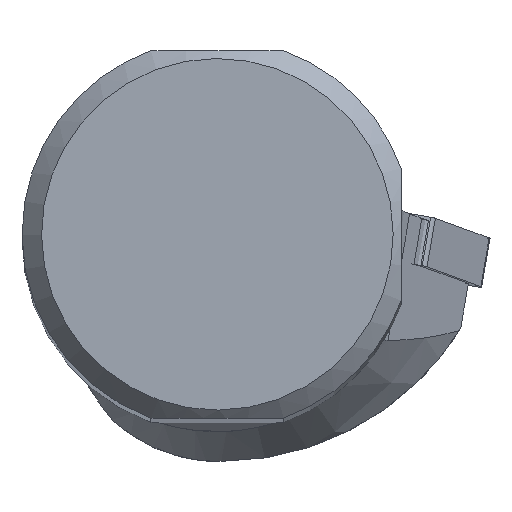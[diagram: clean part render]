
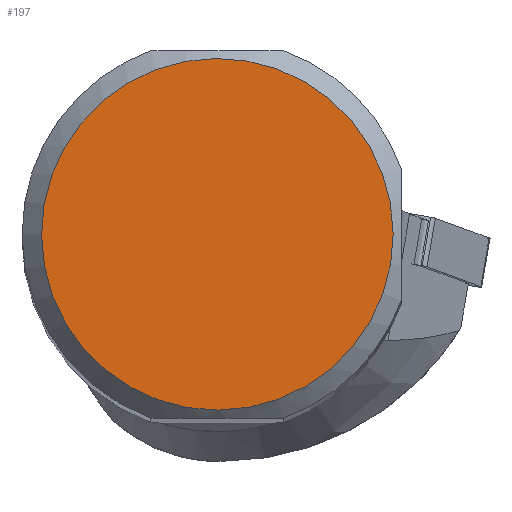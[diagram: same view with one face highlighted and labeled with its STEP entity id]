
A CAD part, top view. The second image highlights one B-rep face of the part: STEP entity #197.
In plain terms, the highlighted planar face has unit normal (0, 0, 1).
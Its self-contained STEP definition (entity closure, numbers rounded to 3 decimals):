
#153=FACE_OUTER_BOUND('',#402,.T.);
#197=ADVANCED_FACE('CU_SU_BP3',(#153),#229,.F.);
#229=PLANE('',#1037);
#402=EDGE_LOOP('',(#580));
#580=ORIENTED_EDGE('',*,*,#836,.T.);
#731=VERTEX_POINT('',#1648);
#836=EDGE_CURVE('',#731,#731,#883,.T.);
#883=CIRCLE('',#1030,22.489);
#1030=AXIS2_PLACEMENT_3D('',#1647,#1238,#1239);
#1037=AXIS2_PLACEMENT_3D('',#1668,#1253,#1254);
#1238=DIRECTION('',(0.,0.,1.));
#1239=DIRECTION('',(-0.986,0.168,0.));
#1253=DIRECTION('',(0.,0.,-1.));
#1254=DIRECTION('',(-0.986,0.168,0.));
#1647=CARTESIAN_POINT('',(0.,0.,
0.));
#1648=CARTESIAN_POINT('',(-22.169,3.782,0.));
#1668=CARTESIAN_POINT('',(-24.989,0.,0.));
